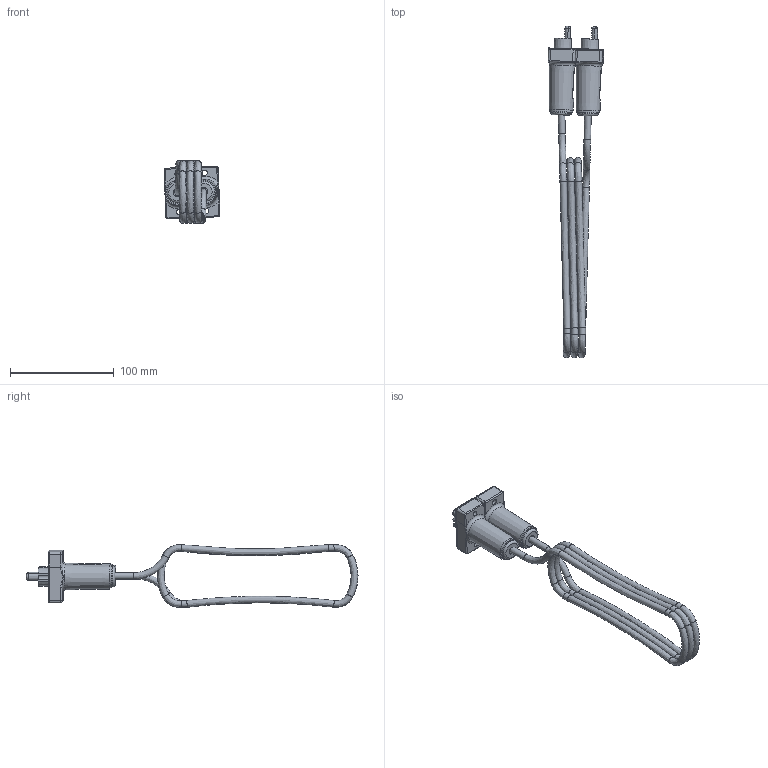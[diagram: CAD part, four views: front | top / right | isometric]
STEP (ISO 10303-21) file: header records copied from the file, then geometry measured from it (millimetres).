
FILE_DESCRIPTION(/* description */ (''),/* implementation_level */ '2;1');
FILE_NAME(/* name */ '12552 Verbindungskabel 24V.stp',/* time_stamp */ '2017-08-08T11:07:20+02:00',/* author */ ('guzb562'),/* organization */ (''),/* preprocessor_version */ 'ST-DEVELOPER v16.1',/* originating_system */ 'Autodesk Inventor 2016',/* authorisation */ '');
FILE_SCHEMA (('AUTOMOTIVE_DESIGN { 1 0 10303 214 3 1 1 }'));
Length unit declared in the file: millimetre
Products named in the file (3): Stecker 24V; kabelpaket_3; 12552 Verbindungskabel 24V
Assembly tree (3 placements, depth 2):
  12552 Verbindungskabel 24V
    Stecker 24V  x2
    kabelpaket_3
Bounding box: 54.03 x 320.48 x 60.57 mm (x, y, z)
Volume: 125490.2 mm3; surface area: 51539.5 mm2
Topology: 3 solids, 3 shells, 972 faces, 2747 edges, 1953 vertices
Faces by surface type: plane 666, bspline 168, cylinder 108, cone 26, torus 4
Full cylindrical faces by diameter (mm): 5.216 x4, 7.255 x2, 15.899 x2, 19.899 x2, 22.126 x2
Entity records: 21956 total; most frequent: CARTESIAN_POINT 8815, ORIENTED_EDGE 2680, DIRECTION 2363, EDGE_CURVE 1340, LINE 977, VECTOR 977, VERTEX_POINT 873, AXIS2_PLACEMENT_3D 693
